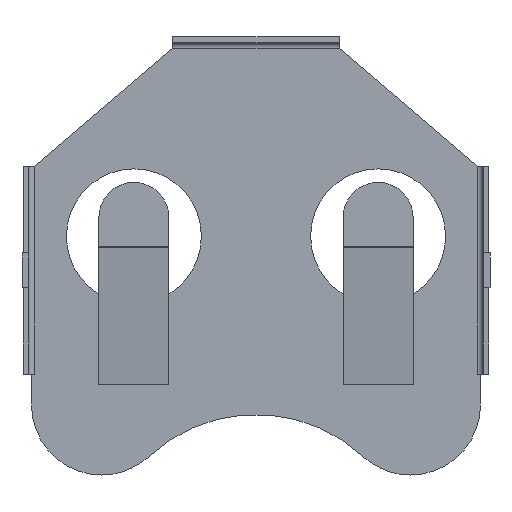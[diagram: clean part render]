
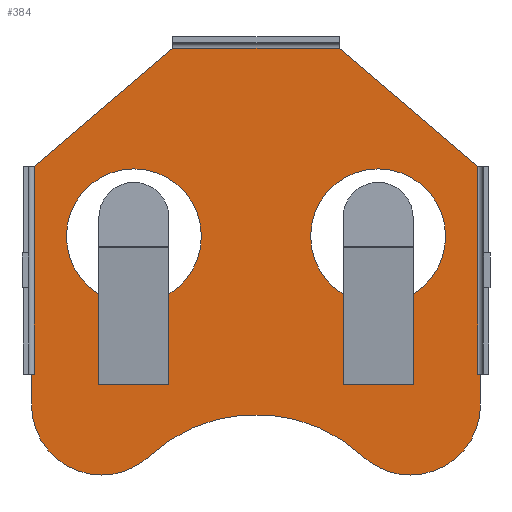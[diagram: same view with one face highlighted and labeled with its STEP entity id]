
A CAD part, front view. The second image highlights one B-rep face of the part: STEP entity #384.
In plain terms, the highlighted planar face has unit normal (0, -1, 0).
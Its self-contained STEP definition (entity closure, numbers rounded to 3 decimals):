
#274 = EDGE_CURVE('',#275,#277,#279,.T.);
#275 = VERTEX_POINT('',#276);
#276 = CARTESIAN_POINT('',(-3.95,0.,-15.265));
#277 = VERTEX_POINT('',#278);
#278 = CARTESIAN_POINT('',(-7.125,0.,-15.265));
#279 = LINE('',#280,#281);
#280 = CARTESIAN_POINT('',(-7.125,0.,-15.265));
#281 = VECTOR('',#282,1.);
#282 = DIRECTION('',(-1.,0.,0.));
#384 = ADVANCED_FACE('',(#385,#411,#530),#565,.T.);
#385 = FACE_BOUND('',#386,.T.);
#386 = EDGE_LOOP('',(#387,#388,#396,#405));
#387 = ORIENTED_EDGE('',*,*,#274,.T.);
#388 = ORIENTED_EDGE('',*,*,#389,.T.);
#389 = EDGE_CURVE('',#277,#390,#392,.T.);
#390 = VERTEX_POINT('',#391);
#391 = CARTESIAN_POINT('',(-7.125,0.,-11.151));
#392 = LINE('',#393,#394);
#393 = CARTESIAN_POINT('',(-7.125,0.,-11.151));
#394 = VECTOR('',#395,1.);
#395 = DIRECTION('',(0.,0.,1.));
#396 = ORIENTED_EDGE('',*,*,#397,.T.);
#397 = EDGE_CURVE('',#390,#398,#400,.T.);
#398 = VERTEX_POINT('',#399);
#399 = CARTESIAN_POINT('',(-3.95,0.,-11.151));
#400 = CIRCLE('',#401,3.061);
#401 = AXIS2_PLACEMENT_3D('',#402,#403,#404);
#402 = CARTESIAN_POINT('',(-5.537,0.,-8.534));
#403 = DIRECTION('',(0.,1.,0.));
#404 = DIRECTION('',(0.,0.,-1.));
#405 = ORIENTED_EDGE('',*,*,#406,.T.);
#406 = EDGE_CURVE('',#398,#275,#407,.T.);
#407 = LINE('',#408,#409);
#408 = CARTESIAN_POINT('',(-3.95,0.,-15.265));
#409 = VECTOR('',#410,1.);
#410 = DIRECTION('',(0.,-0.,-1.));
#411 = FACE_BOUND('',#412,.T.);
#412 = EDGE_LOOP('',(#413,#423,#431,#439,#447,#455,#463,#472,#481,#490,
    #499,#508,#516,#524));
#413 = ORIENTED_EDGE('',*,*,#414,.F.);
#414 = EDGE_CURVE('',#415,#417,#419,.T.);
#415 = VERTEX_POINT('',#416);
#416 = CARTESIAN_POINT('',(3.785,0.,0.
    ));
#417 = VERTEX_POINT('',#418);
#418 = CARTESIAN_POINT('',(10.046,0.,-5.359));
#419 = LINE('',#420,#421);
#420 = CARTESIAN_POINT('',(10.046,0.,-5.359));
#421 = VECTOR('',#422,1.);
#422 = DIRECTION('',(0.76,0.,-0.65));
#423 = ORIENTED_EDGE('',*,*,#424,.F.);
#424 = EDGE_CURVE('',#425,#415,#427,.T.);
#425 = VERTEX_POINT('',#426);
#426 = CARTESIAN_POINT('',(-3.785,0.,0.
    ));
#427 = LINE('',#428,#429);
#428 = CARTESIAN_POINT('',(-3.785,0.,0.));
#429 = VECTOR('',#430,1.);
#430 = DIRECTION('',(1.,0.,0.));
#431 = ORIENTED_EDGE('',*,*,#432,.F.);
#432 = EDGE_CURVE('',#433,#425,#435,.T.);
#433 = VERTEX_POINT('',#434);
#434 = CARTESIAN_POINT('',(-10.046,0.,-5.359));
#435 = LINE('',#436,#437);
#436 = CARTESIAN_POINT('',(-10.046,0.,-5.359));
#437 = VECTOR('',#438,1.);
#438 = DIRECTION('',(0.76,0.,0.65));
#439 = ORIENTED_EDGE('',*,*,#440,.F.);
#440 = EDGE_CURVE('',#441,#433,#443,.T.);
#441 = VERTEX_POINT('',#442);
#442 = CARTESIAN_POINT('',(-10.046,0.,-14.783));
#443 = LINE('',#444,#445);
#444 = CARTESIAN_POINT('',(-10.046,0.,-5.359));
#445 = VECTOR('',#446,1.);
#446 = DIRECTION('',(0.,0.,1.));
#447 = ORIENTED_EDGE('',*,*,#448,.F.);
#448 = EDGE_CURVE('',#449,#441,#451,.T.);
#449 = VERTEX_POINT('',#450);
#450 = CARTESIAN_POINT('',(-10.179,0.,-14.783));
#451 = LINE('',#452,#453);
#452 = CARTESIAN_POINT('',(-10.046,0.,-14.783));
#453 = VECTOR('',#454,1.);
#454 = DIRECTION('',(1.,0.,0.));
#455 = ORIENTED_EDGE('',*,*,#456,.F.);
#456 = EDGE_CURVE('',#457,#449,#459,.T.);
#457 = VERTEX_POINT('',#458);
#458 = CARTESIAN_POINT('',(-10.179,0.,-16.18));
#459 = LINE('',#460,#461);
#460 = CARTESIAN_POINT('',(-10.179,0.,-14.783));
#461 = VECTOR('',#462,1.);
#462 = DIRECTION('',(0.,0.,1.));
#463 = ORIENTED_EDGE('',*,*,#464,.F.);
#464 = EDGE_CURVE('',#465,#457,#467,.T.);
#465 = VERTEX_POINT('',#466);
#466 = CARTESIAN_POINT('',(-7.004,0.,-19.355));
#467 = CIRCLE('',#468,3.175);
#468 = AXIS2_PLACEMENT_3D('',#469,#470,#471);
#469 = CARTESIAN_POINT('',(-7.004,0.,-16.18));
#470 = DIRECTION('',(0.,1.,0.));
#471 = DIRECTION('',(0.,0.,-1.));
#472 = ORIENTED_EDGE('',*,*,#473,.F.);
#473 = EDGE_CURVE('',#474,#465,#476,.T.);
#474 = VERTEX_POINT('',#475);
#475 = CARTESIAN_POINT('',(-4.847,0.,-18.51));
#476 = CIRCLE('',#477,3.175);
#477 = AXIS2_PLACEMENT_3D('',#478,#479,#480);
#478 = CARTESIAN_POINT('',(-7.004,0.,-16.18));
#479 = DIRECTION('',(0.,1.,0.));
#480 = DIRECTION('',(0.,0.,-1.));
#481 = ORIENTED_EDGE('',*,*,#482,.F.);
#482 = EDGE_CURVE('',#483,#474,#485,.T.);
#483 = VERTEX_POINT('',#484);
#484 = CARTESIAN_POINT('',(4.847,0.,-18.51));
#485 = CIRCLE('',#486,7.137);
#486 = AXIS2_PLACEMENT_3D('',#487,#488,#489);
#487 = CARTESIAN_POINT('',(0.,0.,-23.749));
#488 = DIRECTION('',(0.,-1.,0.));
#489 = DIRECTION('',(0.,0.,1.));
#490 = ORIENTED_EDGE('',*,*,#491,.F.);
#491 = EDGE_CURVE('',#492,#483,#494,.T.);
#492 = VERTEX_POINT('',#493);
#493 = CARTESIAN_POINT('',(7.004,0.,-19.355));
#494 = CIRCLE('',#495,3.175);
#495 = AXIS2_PLACEMENT_3D('',#496,#497,#498);
#496 = CARTESIAN_POINT('',(7.004,0.,-16.18));
#497 = DIRECTION('',(0.,1.,0.));
#498 = DIRECTION('',(0.,0.,1.));
#499 = ORIENTED_EDGE('',*,*,#500,.F.);
#500 = EDGE_CURVE('',#501,#492,#503,.T.);
#501 = VERTEX_POINT('',#502);
#502 = CARTESIAN_POINT('',(10.179,0.,-16.18));
#503 = CIRCLE('',#504,3.175);
#504 = AXIS2_PLACEMENT_3D('',#505,#506,#507);
#505 = CARTESIAN_POINT('',(7.004,0.,-16.18));
#506 = DIRECTION('',(0.,1.,0.));
#507 = DIRECTION('',(0.,0.,1.));
#508 = ORIENTED_EDGE('',*,*,#509,.F.);
#509 = EDGE_CURVE('',#510,#501,#512,.T.);
#510 = VERTEX_POINT('',#511);
#511 = CARTESIAN_POINT('',(10.179,0.,-14.783));
#512 = LINE('',#513,#514);
#513 = CARTESIAN_POINT('',(10.179,0.,-14.783));
#514 = VECTOR('',#515,1.);
#515 = DIRECTION('',(0.,0.,-1.));
#516 = ORIENTED_EDGE('',*,*,#517,.F.);
#517 = EDGE_CURVE('',#518,#510,#520,.T.);
#518 = VERTEX_POINT('',#519);
#519 = CARTESIAN_POINT('',(10.046,0.,-14.783));
#520 = LINE('',#521,#522);
#521 = CARTESIAN_POINT('',(10.046,0.,-14.783));
#522 = VECTOR('',#523,1.);
#523 = DIRECTION('',(1.,0.,0.));
#524 = ORIENTED_EDGE('',*,*,#525,.F.);
#525 = EDGE_CURVE('',#417,#518,#526,.T.);
#526 = LINE('',#527,#528);
#527 = CARTESIAN_POINT('',(10.046,0.,-5.359));
#528 = VECTOR('',#529,1.);
#529 = DIRECTION('',(0.,0.,-1.));
#530 = FACE_BOUND('',#531,.T.);
#531 = EDGE_LOOP('',(#532,#542,#550,#558));
#532 = ORIENTED_EDGE('',*,*,#533,.T.);
#533 = EDGE_CURVE('',#534,#536,#538,.T.);
#534 = VERTEX_POINT('',#535);
#535 = CARTESIAN_POINT('',(7.125,0.,-11.151));
#536 = VERTEX_POINT('',#537);
#537 = CARTESIAN_POINT('',(7.125,0.,-15.265));
#538 = LINE('',#539,#540);
#539 = CARTESIAN_POINT('',(7.125,0.,-11.151));
#540 = VECTOR('',#541,1.);
#541 = DIRECTION('',(0.,0.,-1.));
#542 = ORIENTED_EDGE('',*,*,#543,.T.);
#543 = EDGE_CURVE('',#536,#544,#546,.T.);
#544 = VERTEX_POINT('',#545);
#545 = CARTESIAN_POINT('',(3.95,0.,-15.265));
#546 = LINE('',#547,#548);
#547 = CARTESIAN_POINT('',(7.125,0.,-15.265));
#548 = VECTOR('',#549,1.);
#549 = DIRECTION('',(-1.,0.,0.));
#550 = ORIENTED_EDGE('',*,*,#551,.T.);
#551 = EDGE_CURVE('',#544,#552,#554,.T.);
#552 = VERTEX_POINT('',#553);
#553 = CARTESIAN_POINT('',(3.95,0.,-11.151));
#554 = LINE('',#555,#556);
#555 = CARTESIAN_POINT('',(3.95,0.,-15.265));
#556 = VECTOR('',#557,1.);
#557 = DIRECTION('',(0.,0.,1.));
#558 = ORIENTED_EDGE('',*,*,#559,.T.);
#559 = EDGE_CURVE('',#552,#534,#560,.T.);
#560 = CIRCLE('',#561,3.061);
#561 = AXIS2_PLACEMENT_3D('',#562,#563,#564);
#562 = CARTESIAN_POINT('',(5.537,0.,-8.534));
#563 = DIRECTION('',(0.,1.,0.));
#564 = DIRECTION('',(0.,0.,1.));
#565 = PLANE('',#566);
#566 = AXIS2_PLACEMENT_3D('',#567,#568,#569);
#567 = CARTESIAN_POINT('',(-7.004,0.,-16.18));
#568 = DIRECTION('',(0.,-1.,0.));
#569 = DIRECTION('',(0.,0.,-1.));
